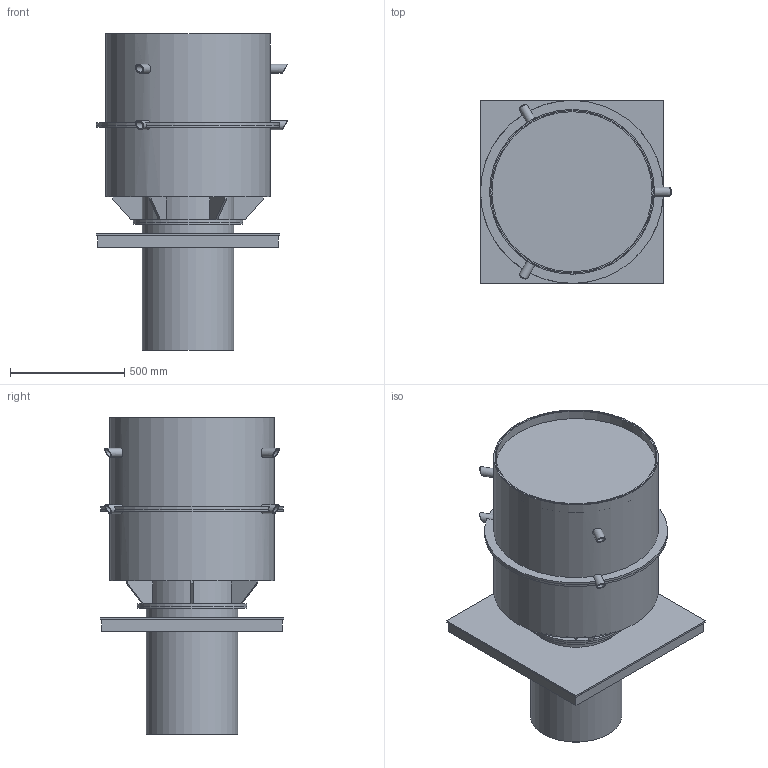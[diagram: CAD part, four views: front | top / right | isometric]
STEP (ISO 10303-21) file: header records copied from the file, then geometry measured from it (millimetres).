
FILE_DESCRIPTION(/* description */ ('VRV315 mit Montageplatte'),/* implementation_level */ '2;1');
FILE_NAME(/* name */ 'VRV315_MPL_model.stp',/* time_stamp */ '2021-07-22T15:23:21+02:00',/* author */ ('Rissler'),/* organization */ ('Mietzsch GmbH Lufttechnik Dresden'),/* preprocessor_version */ 'ST-DEVELOPER v18.1',/* originating_system */ 'Autodesk Inventor 2020',/* authorisation */ '');
FILE_SCHEMA (('AUTOMOTIVE_DESIGN { 1 0 10303 214 3 1 1 }'));
Length unit declared in the file: millimetre
Products named in the file (1): VRV_iL_CSV
Bounding box: 835 x 800 x 1383 mm (x, y, z)
Volume: 23097710 mm3; surface area: 8737309.6 mm2
Topology: 16 solids, 16 shells, 180 faces, 439 edges, 295 vertices
Faces by surface type: plane 101, cylinder 79
Full cylindrical faces by diameter (mm): 10 x24, 30 x9, 40 x9, 392 x1, 394 x1, 400 x5, 480 x2, 700 x1, 710 x1, 720 x1
Entity records: 6154 total; most frequent: CARTESIAN_POINT 1589, DIRECTION 921, ORIENTED_EDGE 888, EDGE_CURVE 444, AXIS2_PLACEMENT_3D 341, VERTEX_POINT 295, EDGE_LOOP 263, LINE 239
